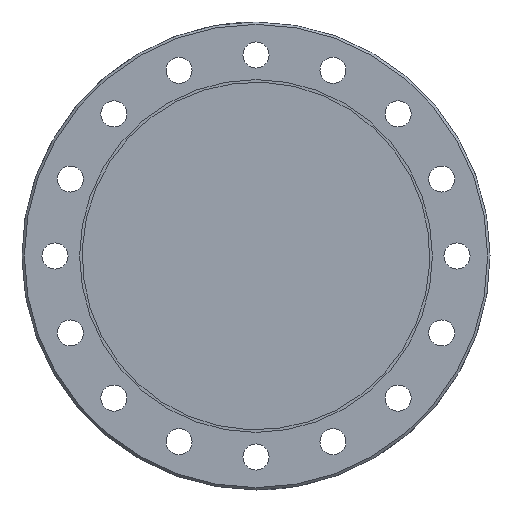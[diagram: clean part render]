
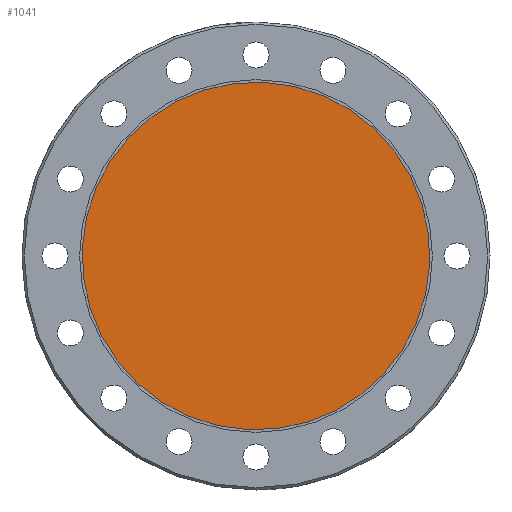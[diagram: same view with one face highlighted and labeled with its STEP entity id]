
A CAD part, front view. The second image highlights one B-rep face of the part: STEP entity #1041.
In plain terms, the highlighted planar face has unit normal (0, -1, 0).
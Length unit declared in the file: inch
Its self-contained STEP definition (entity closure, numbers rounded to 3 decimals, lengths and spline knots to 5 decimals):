
#286 = DIRECTION ( 'NONE',  ( -0.457, 0., 0.89 ) ) ;
#313 = DIRECTION ( 'NONE',  ( 0., 1., 0. ) ) ;
#341 = CARTESIAN_POINT ( 'NONE',  ( 0., 0.019, 0. ) ) ;
#440 = CARTESIAN_POINT ( 'NONE',  ( -1.01248, 0.019, 1.97287 ) ) ;
#453 = CARTESIAN_POINT ( 'NONE',  ( 1.01248, 0.019, -1.97287 ) ) ;
#476 = DIRECTION ( 'NONE',  ( 0., -1., 0. ) ) ;
#491 = FACE_OUTER_BOUND ( 'NONE', #1582, .T. ) ;
#499 = DIRECTION ( 'NONE',  ( -0.457, 0., 0.89 ) ) ;
#522 = CARTESIAN_POINT ( 'NONE',  ( 0., 0.019, 0. ) ) ;
#525 = PLANE ( 'NONE',  #2618 ) ;
#769 = CIRCLE ( 'NONE', #781, 2.2175 ) ;
#781 = AXIS2_PLACEMENT_3D ( 'NONE', #341, #313, #286 ) ;
#854 = ORIENTED_EDGE ( 'NONE', *, *, #2395, .F. ) ;
#988 = EDGE_CURVE ( 'NONE', #1669, #1803, #2551, .T. ) ;
#1041 = ADVANCED_FACE ( 'NONE', ( #491 ), #525, .T. ) ;
#1450 = DIRECTION ( 'NONE',  ( -0.457, 0., 0.89 ) ) ;
#1452 = DIRECTION ( 'NONE',  ( 0., 1., 0. ) ) ;
#1469 = CARTESIAN_POINT ( 'NONE',  ( 0., 0.019, 0. ) ) ;
#1582 = EDGE_LOOP ( 'NONE', ( #854, #2008 ) ) ;
#1669 = VERTEX_POINT ( 'NONE', #453 ) ;
#1803 = VERTEX_POINT ( 'NONE', #440 ) ;
#2008 = ORIENTED_EDGE ( 'NONE', *, *, #988, .F. ) ;
#2395 = EDGE_CURVE ( 'NONE', #1803, #1669, #769, .T. ) ;
#2551 = CIRCLE ( 'NONE', #2607, 2.2175 ) ;
#2607 = AXIS2_PLACEMENT_3D ( 'NONE', #1469, #1452, #1450 ) ;
#2618 = AXIS2_PLACEMENT_3D ( 'NONE', #522, #476, #499 ) ;
